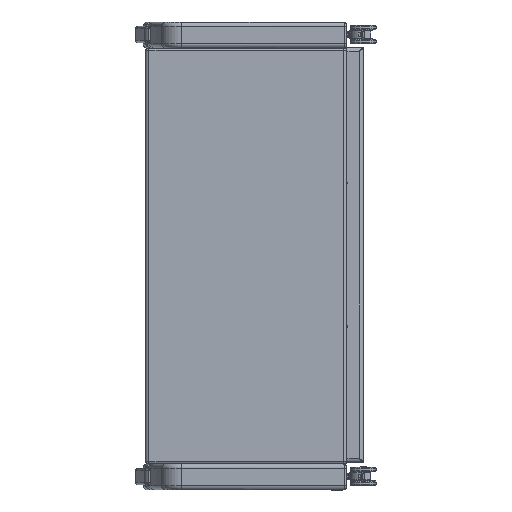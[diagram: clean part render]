
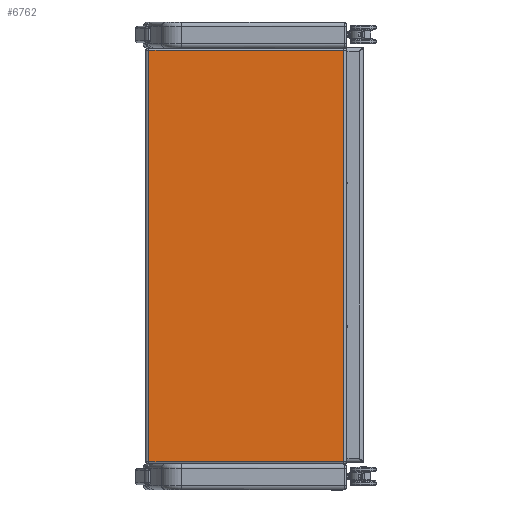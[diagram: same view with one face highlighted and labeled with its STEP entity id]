
A CAD part, left-side view. The second image highlights one B-rep face of the part: STEP entity #6762.
In plain terms, the highlighted face is planar.
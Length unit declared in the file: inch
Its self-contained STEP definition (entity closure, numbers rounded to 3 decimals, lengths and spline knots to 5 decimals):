
#507=PLANE('',#7519);
#714=LINE('',#12509,#1132);
#719=LINE('',#12522,#1137);
#720=LINE('',#12526,#1138);
#721=LINE('',#12527,#1139);
#1132=VECTOR('',#8739,0.3937);
#1137=VECTOR('',#8752,0.3937);
#1138=VECTOR('',#8757,26.5);
#1139=VECTOR('',#8758,0.3937);
#1744=FACE_OUTER_BOUND('',#2211,.T.);
#2211=EDGE_LOOP('',(#5171,#5172,#5173,#5174));
#3206=VERTEX_POINT('',#12427);
#3223=VERTEX_POINT('',#12492);
#3227=VERTEX_POINT('',#12521);
#3228=VERTEX_POINT('',#12525);
#3929=EDGE_CURVE('',#3206,#3223,#714,.T.);
#3935=EDGE_CURVE('',#3223,#3227,#719,.T.);
#3937=EDGE_CURVE('',#3228,#3206,#720,.T.);
#3938=EDGE_CURVE('',#3227,#3228,#721,.T.);
#5171=ORIENTED_EDGE('',*,*,#3929,.F.);
#5172=ORIENTED_EDGE('',*,*,#3937,.F.);
#5173=ORIENTED_EDGE('',*,*,#3938,.F.);
#5174=ORIENTED_EDGE('',*,*,#3935,.F.);
#6762=ADVANCED_FACE('',(#1744),#507,.T.);
#7519=AXIS2_PLACEMENT_3D('',#12524,#8755,#8756);
#8739=DIRECTION('',(1.,0.,0.));
#8752=DIRECTION('',(0.,0.,-1.));
#8755=DIRECTION('center_axis',(0.,-1.,0.));
#8756=DIRECTION('ref_axis',(0.,0.,-1.));
#8757=DIRECTION('',(0.,0.,1.));
#8758=DIRECTION('',(-1.,0.,0.));
#12427=CARTESIAN_POINT('',(20.0282,18.44801,73.25));
#12492=CARTESIAN_POINT('',(42.2782,18.44801,73.25));
#12509=CARTESIAN_POINT('',(35.3303,18.44801,73.25));
#12521=CARTESIAN_POINT('',(42.2782,18.44801,26.25));
#12522=CARTESIAN_POINT('',(42.2782,18.44801,30.));
#12524=CARTESIAN_POINT('Origin',(40.7782,18.44801,30.));
#12525=CARTESIAN_POINT('',(20.0282,18.44801,26.25));
#12526=CARTESIAN_POINT('',(20.0282,18.44801,30.25));
#12527=CARTESIAN_POINT('',(35.46724,18.44801,26.25));
